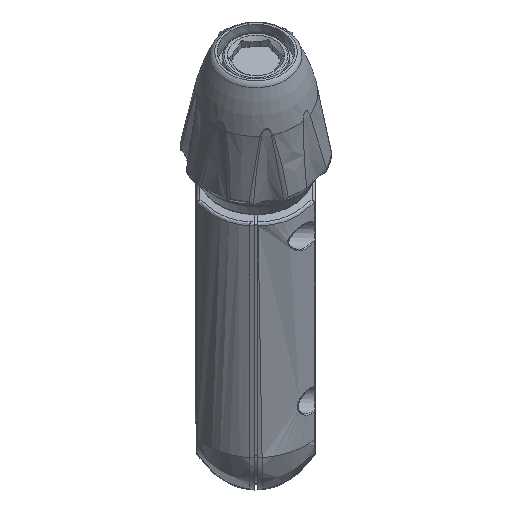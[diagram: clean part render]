
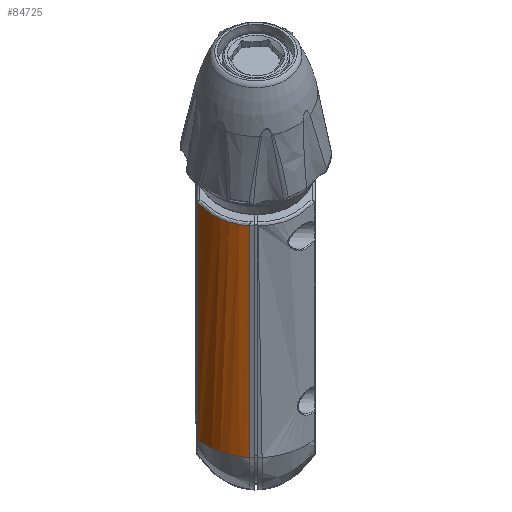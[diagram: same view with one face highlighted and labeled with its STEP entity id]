
A CAD part, top view. The second image highlights one B-rep face of the part: STEP entity #84725.
In plain terms, the highlighted free-form (B-spline) face has degree [3, 1] with [12, 2] control points.
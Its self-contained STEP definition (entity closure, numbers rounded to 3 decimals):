
#1012=B_SPLINE_SURFACE_WITH_KNOTS('',3,1,((#175365,#175366),(#175367,#175368),
(#175369,#175370),(#175371,#175372),(#175373,#175374),(#175375,#175376),
(#175377,#175378),(#175379,#175380),(#175381,#175382),(#175383,#175384),
(#175385,#175386),(#175387,#175388)),.SURF_OF_LINEAR_EXTRUSION.,.F.,.F.,
 .F.,(4,1,1,1,1,1,1,1,1,4),(2,2),(0.01,0.26,
0.385,0.51,0.635,0.76,
0.822,0.885,0.947,1.01),
(0.,1.),.UNSPECIFIED.);
#6620=B_SPLINE_CURVE_WITH_KNOTS('',3,(#170640,#170641,#170642,#170643),
 .UNSPECIFIED.,.F.,.F.,(4,4),(0.,1.),.UNSPECIFIED.);
#6809=B_SPLINE_CURVE_WITH_KNOTS('',3,(#175342,#175343,#175344,#175345,#175346,
#175347,#175348,#175349,#175350,#175351,#175352,#175353),.UNSPECIFIED.,
 .F.,.F.,(4,1,1,1,1,1,1,1,1,4),(0.,0.063,
0.125,0.188,0.25,0.375,
0.5,0.625,0.75,1.),.UNSPECIFIED.);
#6812=B_SPLINE_CURVE_WITH_KNOTS('',3,(#175389,#175390,#175391,#175392,#175393,
#175394,#175395,#175396,#175397,#175398,#175399,#175400,#175401,#175402,
#175403,#175404,#175405,#175406,#175407,#175408,#175409,#175410,#175411,
#175412,#175413,#175414,#175415),.UNSPECIFIED.,.F.,.F.,(4,1,1,1,1,1,1,1,
1,1,1,1,1,1,1,1,1,1,1,1,1,1,1,1,4),(0.,0.25,0.375,0.5,0.563,0.625,0.688,
0.719,0.734,0.75,0.766,0.781,0.813,0.844,0.859,0.867,
0.875,0.883,0.891,0.906,0.922,0.938,0.953,0.969,1.),
 .UNSPECIFIED.);
#6813=B_SPLINE_CURVE_WITH_KNOTS('',3,(#175417,#175418,#175419,#175420),
 .UNSPECIFIED.,.F.,.F.,(4,4),(0.,1.),.UNSPECIFIED.);
#23480=ORIENTED_EDGE('',*,*,#43139,.F.);
#23481=ORIENTED_EDGE('',*,*,#42500,.T.);
#23482=ORIENTED_EDGE('',*,*,#42494,.T.);
#23483=ORIENTED_EDGE('',*,*,#43136,.T.);
#23484=ORIENTED_EDGE('',*,*,#43140,.F.);
#42494=EDGE_CURVE('',#53554,#53553,#60956,.T.);
#42500=EDGE_CURVE('',#53557,#53554,#6620,.T.);
#43136=EDGE_CURVE('',#53553,#53909,#6809,.T.);
#43139=EDGE_CURVE('',#53557,#53911,#6812,.F.);
#43140=EDGE_CURVE('',#53911,#53909,#6813,.T.);
#53553=VERTEX_POINT('',#170502);
#53554=VERTEX_POINT('',#170577);
#53557=VERTEX_POINT('',#170614);
#53909=VERTEX_POINT('',#175354);
#53911=VERTEX_POINT('',#175416);
#60956=LINE('',#170576,#66394);
#66394=VECTOR('',#103934,1000.);
#71558=EDGE_LOOP('',(#23480,#23481,#23482,#23483,#23484));
#77054=FACE_BOUND('',#71558,.T.);
#84725=ADVANCED_FACE('',(#77054),#1012,.F.);
#103934=DIRECTION('',(0.,-0.889,-0.459));
#170502=CARTESIAN_POINT('',(-17.354,-25.23,11.108));
#170576=CARTESIAN_POINT('',(-17.363,43.078,46.351));
#170577=CARTESIAN_POINT('',(-17.363,45.023,47.355));
#170614=CARTESIAN_POINT('',(-17.35,45.101,47.406));
#170640=CARTESIAN_POINT('',(-17.35,45.101,47.406));
#170641=CARTESIAN_POINT('',(-17.357,45.077,47.387));
#170642=CARTESIAN_POINT('',(-17.361,45.051,47.37));
#170643=CARTESIAN_POINT('',(-17.363,45.023,47.355));
#175342=CARTESIAN_POINT('',(-17.356,-25.233,11.109));
#175343=CARTESIAN_POINT('',(-17.041,-25.35,11.306));
#175344=CARTESIAN_POINT('',(-16.417,-25.588,11.708));
#175345=CARTESIAN_POINT('',(-15.663,-26.048,12.509));
#175346=CARTESIAN_POINT('',(-14.9,-26.503,13.298));
#175347=CARTESIAN_POINT('',(-13.92,-27.124,14.382));
#175348=CARTESIAN_POINT('',(-12.508,-27.829,15.599));
#175349=CARTESIAN_POINT('',(-10.611,-28.566,16.846));
#175350=CARTESIAN_POINT('',(-8.585,-29.189,17.871));
#175351=CARTESIAN_POINT('',(-5.657,-29.87,18.95));
#175352=CARTESIAN_POINT('',(-3.356,-30.186,19.382));
#175353=CARTESIAN_POINT('',(-1.798,-30.312,19.507));
#175354=CARTESIAN_POINT('',(-1.797,-30.301,19.513));
#175365=CARTESIAN_POINT('',(-1.797,-30.738,19.287));
#175366=CARTESIAN_POINT('',(-1.797,41.039,56.323));
#175367=CARTESIAN_POINT('',(-3.357,-30.66,19.137));
#175368=CARTESIAN_POINT('',(-3.357,41.116,56.173));
#175369=CARTESIAN_POINT('',(-5.658,-30.418,18.667));
#175370=CARTESIAN_POINT('',(-5.658,41.359,55.703));
#175371=CARTESIAN_POINT('',(-8.588,-29.835,17.537));
#175372=CARTESIAN_POINT('',(-8.588,41.942,54.572));
#175373=CARTESIAN_POINT('',(-10.614,-29.286,16.473));
#175374=CARTESIAN_POINT('',(-10.614,42.491,53.508));
#175375=CARTESIAN_POINT('',(-12.512,-28.622,15.186));
#175376=CARTESIAN_POINT('',(-12.512,43.155,52.222));
#175377=CARTESIAN_POINT('',(-13.924,-27.977,13.937));
#175378=CARTESIAN_POINT('',(-13.924,43.8,50.973));
#175379=CARTESIAN_POINT('',(-14.904,-27.405,12.827));
#175380=CARTESIAN_POINT('',(-14.904,44.372,49.863));
#175381=CARTESIAN_POINT('',(-15.668,-26.987,12.018));
#175382=CARTESIAN_POINT('',(-15.668,44.79,49.054));
#175383=CARTESIAN_POINT('',(-16.422,-26.564,11.198));
#175384=CARTESIAN_POINT('',(-16.422,45.213,48.234));
#175385=CARTESIAN_POINT('',(-17.047,-26.351,10.785));
#175386=CARTESIAN_POINT('',(-17.047,45.426,47.82));
#175387=CARTESIAN_POINT('',(-17.363,-26.246,10.581));
#175388=CARTESIAN_POINT('',(-17.363,45.531,47.617));
#175389=CARTESIAN_POINT('',(-1.797,38.382,54.952));
#175390=CARTESIAN_POINT('',(-3.382,38.458,54.798));
#175391=CARTESIAN_POINT('',(-5.738,38.782,54.355));
#175392=CARTESIAN_POINT('',(-8.773,39.665,53.293));
#175393=CARTESIAN_POINT('',(-10.502,40.374,52.481));
#175394=CARTESIAN_POINT('',(-11.886,41.08,51.685));
#175395=CARTESIAN_POINT('',(-12.824,41.634,51.065));
#175396=CARTESIAN_POINT('',(-13.534,42.12,50.528));
#175397=CARTESIAN_POINT('',(-13.995,42.476,50.139));
#175398=CARTESIAN_POINT('',(-14.239,42.675,49.922));
#175399=CARTESIAN_POINT('',(-14.438,42.846,49.737));
#175400=CARTESIAN_POINT('',(-14.549,42.943,49.633));
#175401=CARTESIAN_POINT('',(-14.749,43.12,49.444));
#175402=CARTESIAN_POINT('',(-15.021,43.36,49.189));
#175403=CARTESIAN_POINT('',(-15.345,43.641,48.895));
#175404=CARTESIAN_POINT('',(-15.599,43.862,48.665));
#175405=CARTESIAN_POINT('',(-15.744,43.989,48.533));
#175406=CARTESIAN_POINT('',(-15.874,44.102,48.415));
#175407=CARTESIAN_POINT('',(-15.942,44.161,48.355));
#175408=CARTESIAN_POINT('',(-16.056,44.258,48.255));
#175409=CARTESIAN_POINT('',(-16.194,44.372,48.14));
#175410=CARTESIAN_POINT('',(-16.362,44.505,48.008));
#175411=CARTESIAN_POINT('',(-16.559,44.65,47.872));
#175412=CARTESIAN_POINT('',(-16.682,44.732,47.794));
#175413=CARTESIAN_POINT('',(-16.932,44.884,47.639));
#175414=CARTESIAN_POINT('',(-17.167,45.009,47.507));
#175415=CARTESIAN_POINT('',(-17.35,45.101,47.406));
#175416=CARTESIAN_POINT('',(-1.797,38.382,54.952));
#175417=CARTESIAN_POINT('',(-1.797,38.382,54.953));
#175418=CARTESIAN_POINT('',(-1.797,15.488,43.139));
#175419=CARTESIAN_POINT('',(-1.797,-7.407,31.326));
#175420=CARTESIAN_POINT('',(-1.797,-30.301,19.513));
